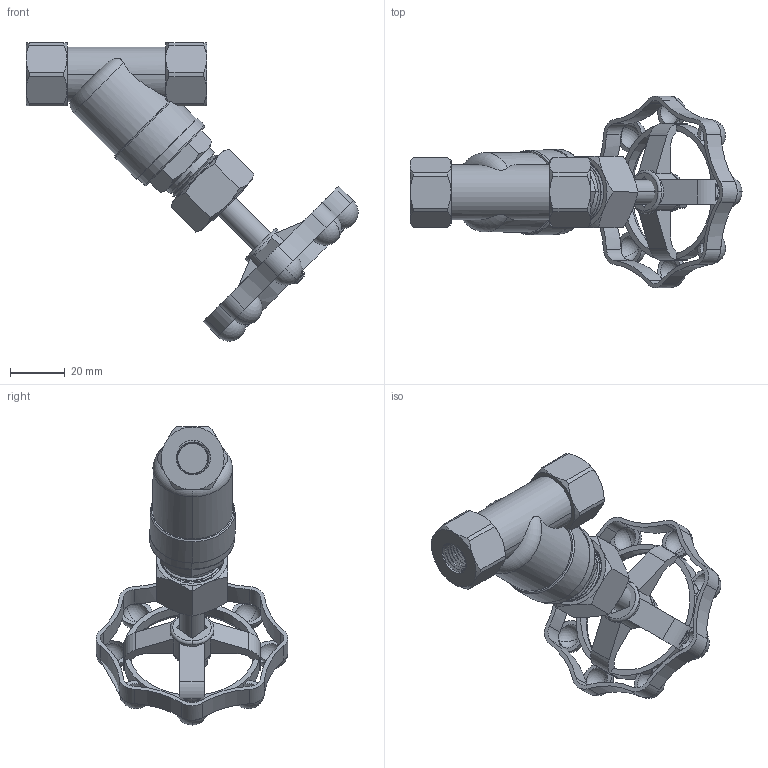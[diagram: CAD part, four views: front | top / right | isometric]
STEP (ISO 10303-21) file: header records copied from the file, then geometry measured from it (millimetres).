
FILE_DESCRIPTION (( 'STEP AP203' ), '1' );
FILE_NAME ('YGB-02.STEP', '2020-10-13T05:25:13', ( '' ), ( '' ), 'SwSTEP 2.0', 'SolidWorks 2020', '' );
FILE_SCHEMA (( 'CONFIG_CONTROL_DESIGN' ));
Length unit declared in the file: millimetre
Products named in the file (9): HW-02; GL-02; WA-01; YGB-02; PCB-02; GN-02; YGBS-04; M6Nut; GBC-06
Assembly tree (8 placements, depth 2):
  YGB-02
    GBC-06
    YGBS-04
    GN-02
    GL-02
    HW-02
    WA-01
    M6Nut
    PCB-02
Bounding box: 121.19 x 70 x 108.82 mm (x, y, z)
Volume: 76084.5 mm3; surface area: 38957.3 mm2
Topology: 8 solids, 9 shells, 617 faces, 1684 edges, 1056 vertices
Faces by surface type: cylinder 244, plane 184, cone 117, sphere 32, bspline 28, torus 12
Entity records: 36390 total; most frequent: CARTESIAN_POINT 21381, ORIENTED_EDGE 3240, DIRECTION 2742, EDGE_CURVE 1620, AXIS2_PLACEMENT_3D 1133, VERTEX_POINT 1024, EDGE_LOOP 658, FACE_OUTER_BOUND 617
